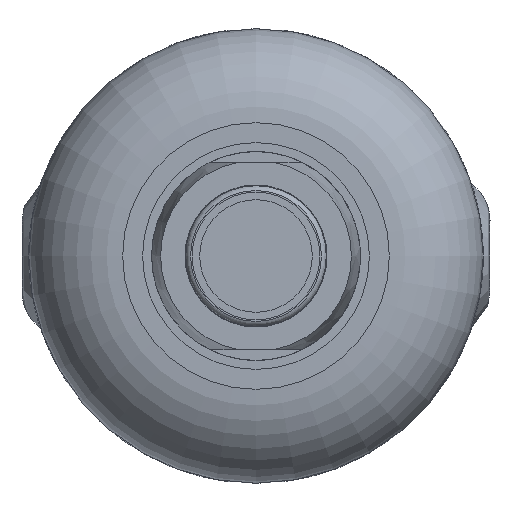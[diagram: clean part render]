
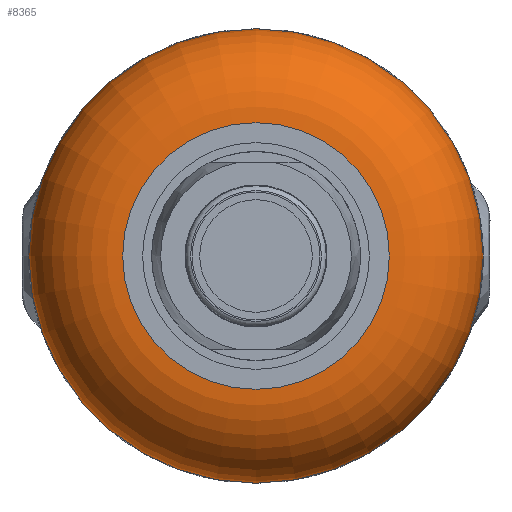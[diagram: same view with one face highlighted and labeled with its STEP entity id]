
A CAD part, front view. The second image highlights one B-rep face of the part: STEP entity #8365.
In plain terms, the highlighted toroidal (fillet/blend) face has major radius 4.508 mm and minor radius 3.175 mm.
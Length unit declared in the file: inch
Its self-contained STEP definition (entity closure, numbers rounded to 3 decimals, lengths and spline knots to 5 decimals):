
#5935=CARTESIAN_POINT('',(11.88626,18.7105,-11.35814));
#5936=VERTEX_POINT('',#5935);
#5937=CARTESIAN_POINT('',(11.70876,18.7105,-11.35814));
#5938=DIRECTION('',(0.0,1.0,0.0));
#5939=DIRECTION('',(-1.0,0.0,0.0));
#5940=AXIS2_PLACEMENT_3D('',#5937,#5938,#5939);
#5941=CIRCLE('',#5940,0.1775);
#5942=EDGE_CURVE('',#5936,#5936,#5941,.T.);
#8342=CARTESIAN_POINT('',(12.01126,18.8355,-11.35814));
#8343=VERTEX_POINT('',#8342);
#8344=CARTESIAN_POINT('',(11.70876,18.8355,-11.35814));
#8345=DIRECTION('',(0.0,-1.0,0.0));
#8346=DIRECTION('',(-1.0,0.0,0.0));
#8347=AXIS2_PLACEMENT_3D('',#8344,#8345,#8346);
#8348=CIRCLE('',#8347,0.3025);
#8349=EDGE_CURVE('',#8343,#8343,#8348,.T.);
#8354=CARTESIAN_POINT('',(11.70876,18.8355,-11.35814));
#8355=DIRECTION('',(0.,1.0,0.0));
#8356=DIRECTION('',(0.0,0.0,1.0));
#8357=AXIS2_PLACEMENT_3D('',#8354,#8355,#8356);
#8358=TOROIDAL_SURFACE('',#8357,0.1775,0.125);
#8359=ORIENTED_EDGE('',*,*,#5942,.T.);
#8360=EDGE_LOOP('',(#8359));
#8361=FACE_OUTER_BOUND('',#8360,.T.);
#8362=ORIENTED_EDGE('',*,*,#8349,.T.);
#8363=EDGE_LOOP('',(#8362));
#8364=FACE_BOUND('',#8363,.T.);
#8365=ADVANCED_FACE('',(#8361,#8364),#8358,.T.);
